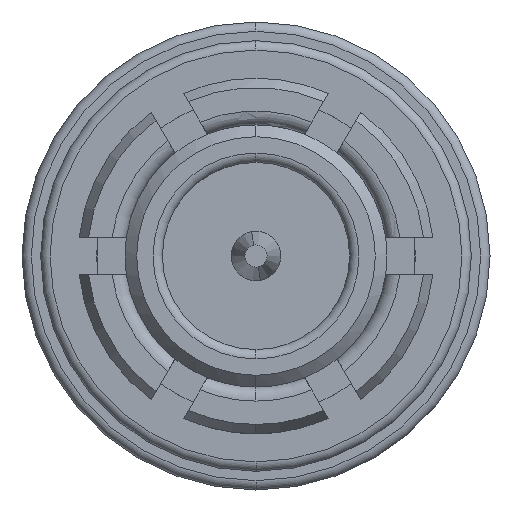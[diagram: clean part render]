
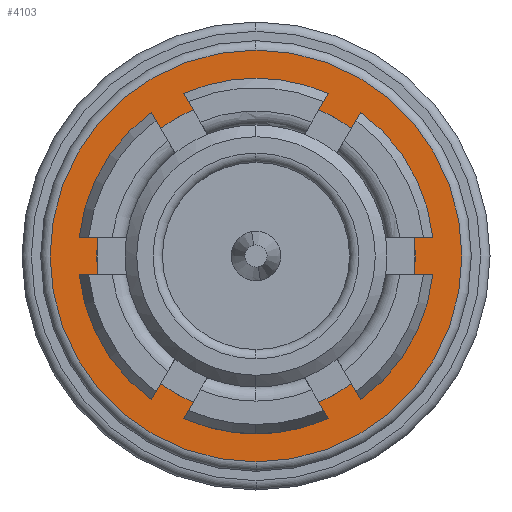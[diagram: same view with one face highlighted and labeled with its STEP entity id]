
A CAD part, left-side view. The second image highlights one B-rep face of the part: STEP entity #4103.
In plain terms, the highlighted planar face has unit normal (-1, 0, 0).
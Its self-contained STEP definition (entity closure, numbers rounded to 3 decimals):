
#108 = CARTESIAN_POINT ( 'NONE',  ( -0.9, 0., -2.2 ) ) ;
#677 = AXIS2_PLACEMENT_3D ( 'NONE', #3657, #8040, #4278 ) ;
#803 = CARTESIAN_POINT ( 'NONE',  ( -0.9, 1.7, 0. ) ) ;
#1155 = EDGE_CURVE ( 'NONE', #5812, #5413, #7084, .T. ) ;
#1158 = FACE_BOUND ( 'NONE', #5394, .T. ) ;
#1243 = CARTESIAN_POINT ( 'NONE',  ( -0.9, 0., 2.2 ) ) ;
#1441 = DIRECTION ( 'NONE',  ( 0., 0., -1. ) ) ;
#2077 = DIRECTION ( 'NONE',  ( -1., 0., 0. ) ) ;
#2085 = ORIENTED_EDGE ( 'NONE', *, *, #1155, .T. ) ;
#2193 = EDGE_CURVE ( 'NONE', #5413, #5812, #3836, .T. ) ;
#2443 = ORIENTED_EDGE ( 'NONE', *, *, #3325, .F. ) ;
#2684 = PLANE ( 'NONE',  #5531 ) ;
#3325 = EDGE_CURVE ( 'NONE', #5377, #4474, #8085, .T. ) ;
#3657 = CARTESIAN_POINT ( 'NONE',  ( -0.9, 0., 0. ) ) ;
#3836 = CIRCLE ( 'NONE', #7587, 2.2 ) ;
#3905 = CARTESIAN_POINT ( 'NONE',  ( -0.9, 0., 1.7 ) ) ;
#3916 = CIRCLE ( 'NONE', #7283, 1.7 ) ;
#4103 = ADVANCED_FACE ( 'NONE', ( #6208, #1158 ), #2684, .F. ) ;
#4278 = DIRECTION ( 'NONE',  ( 0., 0., 1. ) ) ;
#4474 = VERTEX_POINT ( 'NONE', #8076 ) ;
#4925 = CARTESIAN_POINT ( 'NONE',  ( -0.9, 0., 0. ) ) ;
#4934 = DIRECTION ( 'NONE',  ( -1., 0., 0. ) ) ;
#4951 = DIRECTION ( 'NONE',  ( 0., 0., -1. ) ) ;
#5234 = DIRECTION ( 'NONE',  ( 1., 0., 0. ) ) ;
#5377 = VERTEX_POINT ( 'NONE', #3905 ) ;
#5394 = EDGE_LOOP ( 'NONE', ( #2443, #6475 ) ) ;
#5413 = VERTEX_POINT ( 'NONE', #108 ) ;
#5531 = AXIS2_PLACEMENT_3D ( 'NONE', #803, #5234, #1441 ) ;
#5546 = DIRECTION ( 'NONE',  ( 0., 0., -1. ) ) ;
#5560 = DIRECTION ( 'NONE',  ( -1., 0., 0. ) ) ;
#5572 = CARTESIAN_POINT ( 'NONE',  ( -0.9, 0., 0. ) ) ;
#5812 = VERTEX_POINT ( 'NONE', #1243 ) ;
#5871 = CARTESIAN_POINT ( 'NONE',  ( -0.9, 0., 0. ) ) ;
#6096 = ORIENTED_EDGE ( 'NONE', *, *, #2193, .T. ) ;
#6208 = FACE_OUTER_BOUND ( 'NONE', #8133, .T. ) ;
#6475 = ORIENTED_EDGE ( 'NONE', *, *, #7889, .F. ) ;
#6521 = DIRECTION ( 'NONE',  ( 0., 0., 1. ) ) ;
#7084 = CIRCLE ( 'NONE', #7412, 2.2 ) ;
#7283 = AXIS2_PLACEMENT_3D ( 'NONE', #5871, #2077, #6521 ) ;
#7412 = AXIS2_PLACEMENT_3D ( 'NONE', #4925, #4934, #4951 ) ;
#7587 = AXIS2_PLACEMENT_3D ( 'NONE', #5572, #5560, #5546 ) ;
#7889 = EDGE_CURVE ( 'NONE', #4474, #5377, #3916, .T. ) ;
#8040 = DIRECTION ( 'NONE',  ( -1., 0., 0. ) ) ;
#8076 = CARTESIAN_POINT ( 'NONE',  ( -0.9, 0., -1.7 ) ) ;
#8085 = CIRCLE ( 'NONE', #677, 1.7 ) ;
#8133 = EDGE_LOOP ( 'NONE', ( #6096, #2085 ) ) ;
